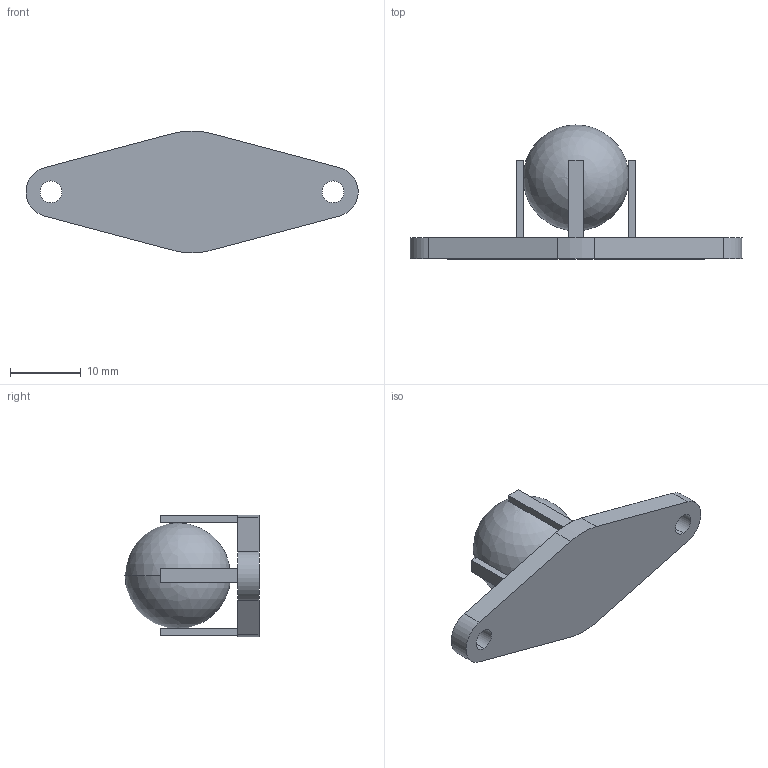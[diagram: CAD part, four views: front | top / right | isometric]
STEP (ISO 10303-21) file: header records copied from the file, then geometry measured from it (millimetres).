
FILE_DESCRIPTION (( 'STEP AP214' ), '1' );
FILE_NAME ('Low ball caster plastic.STEP', '2023-01-13T09:09:30', ( '' ), ( '' ), 'SwSTEP 2.0', 'SolidWorks 2022', '' );
FILE_SCHEMA (( 'AUTOMOTIVE_DESIGN' ));
Length unit declared in the file: millimetre
Products named in the file (1): Low ball caster plastic
Bounding box: 47.07 x 19 x 17.27 mm (x, y, z)
Volume: 3446.3 mm3; surface area: 2404.9 mm2
Topology: 2 solids, 2 shells, 37 faces, 94 edges, 63 vertices
Faces by surface type: plane 26, cylinder 9, sphere 2
Entity records: 1130 total; most frequent: CARTESIAN_POINT 187, DIRECTION 185, ORIENTED_EDGE 178, EDGE_CURVE 89, VECTOR 69, LINE 69, VERTEX_POINT 60, AXIS2_PLACEMENT_3D 58
